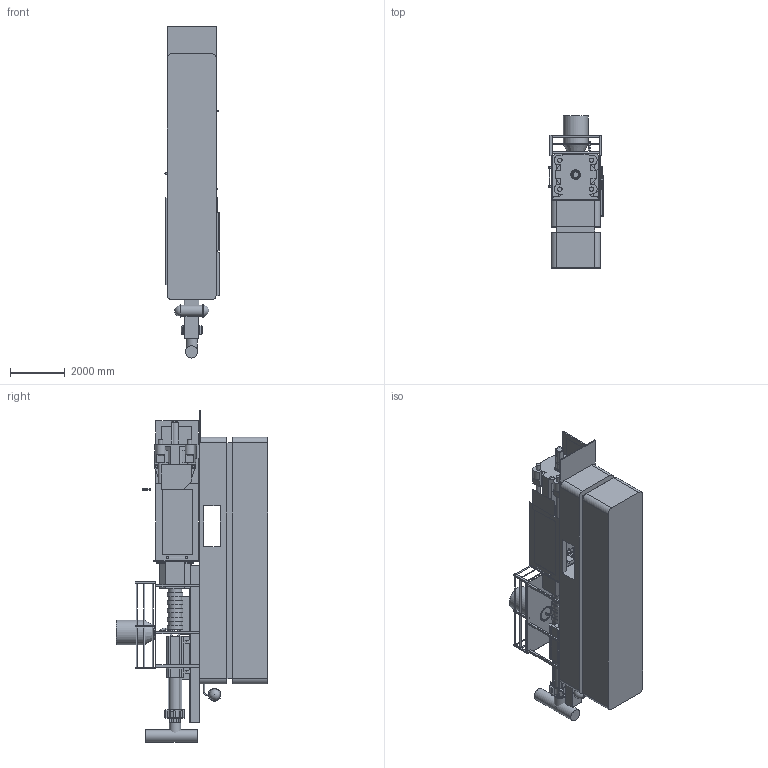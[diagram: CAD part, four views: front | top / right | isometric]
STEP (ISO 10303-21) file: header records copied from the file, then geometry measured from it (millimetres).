
FILE_DESCRIPTION(/* description */ (''),/* implementation_level */ '2;1');
FILE_NAME(/* name */ 'Assem1 v1.step',/* time_stamp */ '2022-06-14T23:04:55-05:00',/* author */ (''),/* organization */ (''),/* preprocessor_version */ 'ST-DEVELOPER v19',/* originating_system */ 'Autodesk Translation Framework v11.7.0.108',/* authorisation */ '');
FILE_SCHEMA (('AUTOMOTIVE_DESIGN { 1 0 10303 214 3 1 1 }'));
Products named in the file (35): Assem1; fixed platten; moving platten; fixed back; frame; DOOR; TOP PLATE; LOCATING RING; SPRUE BUSH; CAVITY PLATE; GUIDE PILLER; CAM HOLDER; CAM; WEDGE BLOCK; WEDGE BLOCK PLATE; CORE PLATE; GUIDE BUSH; GUIDE RAIL; CAVITY BLOCK 2; CAVITY BLOCK 1; SUPPORT PLATE; BOTTOM PLATE; RISER BLOCK; CORE; EJ BACK PLATE; EJ PLATE; EJ. PIN; EJ. GUIDE BUSH; EJ. GUIDE PILLKER; SUPPORT ROD; cylinder end; link 10080; link 3; small link; nozzle
Assembly tree (106 placements, depth 2):
  Assem1
    fixed platten
    moving platten
    fixed back
    frame
    DOOR  x2
    TOP PLATE
    LOCATING RING
    SPRUE BUSH
    CAM  x8
    CAM HOLDER  x8
    CAVITY PLATE
    GUIDE PILLER  x4
    WEDGE BLOCK  x4
    WEDGE BLOCK PLATE  x4
    CORE PLATE
    GUIDE BUSH  x4
    GUIDE RAIL  x8
    CAVITY BLOCK 1  x2
    CAVITY BLOCK 2  x2
    SUPPORT PLATE
    BOTTOM PLATE
    RISER BLOCK  x2
    CORE  x2
    EJ BACK PLATE
    EJ PLATE
    EJ. GUIDE BUSH  x4
    EJ. GUIDE PILLKER  x4
    EJ. PIN  x8
    SUPPORT ROD  x11
    cylinder end
    link 10080  x4
    link 3  x6
    small link  x4
    nozzle
Bounding box: 1980.5 x 5562.26 x 12153.32 mm (x, y, z)
Volume: 46626256610.5 mm3; surface area: 307104323.7 mm2
Topology: 196 solids, 196 shells, 3176 faces, 7564 edges, 4916 vertices
Faces by surface type: plane 2092, cylinder 815, cone 167, torus 80, bspline 19, sphere 3
Full cylindrical faces by diameter (mm): 5 x2, 7.433 x1, 8 x32, 10 x16, 12 x16, 16 x28, 20 x24, 21 x88, 23.479 x1, 25.841 x2, 30 x15, 32.709 x1, 32.751 x1, 35.604 x2, 40 x95, 43.16 x4, 45.518 x6, 48 x1, 50 x24, 60 x59, 70 x24, 71.779 x1, 72 x2, 74 x4, 75.773 x6, 80 x15, 100 x20, 120 x5, 138.491 x1, 150 x1
Entity records: 73879 total; most frequent: CARTESIAN_POINT 13305, DIRECTION 12256, ORIENTED_EDGE 11724, EDGE_CURVE 5862, LINE 4516, VECTOR 4516, VERTEX_POINT 3872, AXIS2_PLACEMENT_3D 3870
